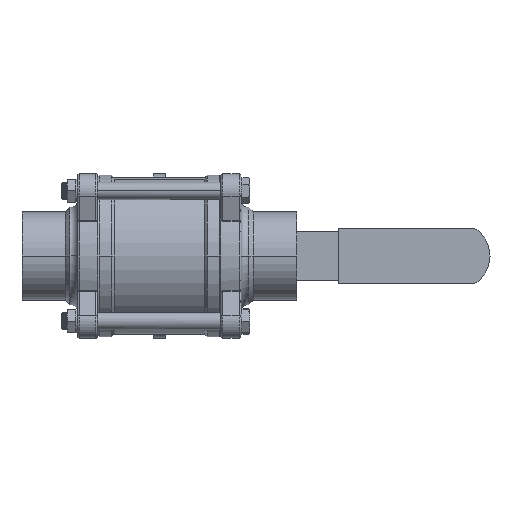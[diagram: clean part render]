
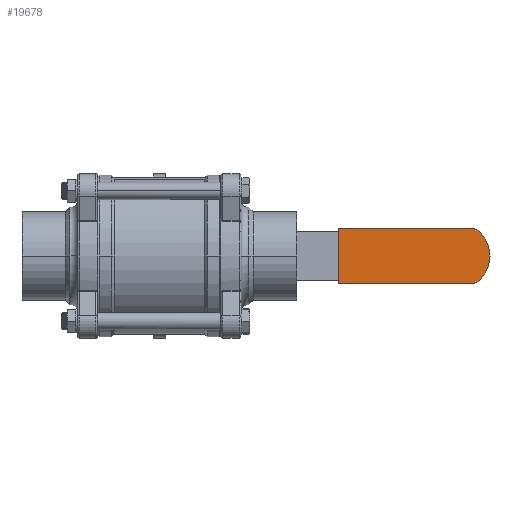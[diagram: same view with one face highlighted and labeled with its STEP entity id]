
A CAD part, front view. The second image highlights one B-rep face of the part: STEP entity #19678.
In plain terms, the highlighted planar face has unit normal (0, -1, 0).
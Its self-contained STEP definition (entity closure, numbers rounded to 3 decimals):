
#18919=CARTESIAN_POINT('',(145.135,30.,0.));
#18920=DIRECTION('',(0.,1.,0.));
#18921=DIRECTION('',(0.539,0.,0.842));
#18922=AXIS2_PLACEMENT_3D('',#18919,#18920,#18921);
#18924=DIRECTION('',(-1.,0.,0.));
#18925=VECTOR('',#18924,78.312);
#18926=CARTESIAN_POINT('',(155.382,30.,-16.));
#18927=LINE('',#18926,#18925);
#18928=DIRECTION('',(0.,0.,1.));
#18929=VECTOR('',#18928,32.);
#18930=CARTESIAN_POINT('',(77.07,30.,-16.));
#18931=LINE('',#18930,#18929);
#18932=DIRECTION('',(1.,0.,0.));
#18933=VECTOR('',#18932,78.312);
#18934=CARTESIAN_POINT('',(77.07,30.,16.));
#18935=LINE('',#18934,#18933);
#19221=CARTESIAN_POINT('',(155.382,30.,16.));
#19222=CARTESIAN_POINT('',(155.382,30.,-16.));
#19223=VERTEX_POINT('',#19221);
#19224=VERTEX_POINT('',#19222);
#19225=CARTESIAN_POINT('',(77.07,30.,-16.));
#19226=VERTEX_POINT('',#19225);
#19227=CARTESIAN_POINT('',(77.07,30.,16.));
#19228=VERTEX_POINT('',#19227);
#19664=CARTESIAN_POINT('',(0.,30.,-108.255));
#19665=DIRECTION('',(0.,1.,0.));
#19666=DIRECTION('',(1.,0.,0.));
#19667=AXIS2_PLACEMENT_3D('',#19664,#19665,#19666);
#19668=PLANE('',#19667);
#19670=ORIENTED_EDGE('',*,*,#19669,.T.);
#19672=ORIENTED_EDGE('',*,*,#19671,.T.);
#19673=ORIENTED_EDGE('',*,*,#19645,.T.);
#19675=ORIENTED_EDGE('',*,*,#19674,.T.);
#19676=EDGE_LOOP('',(#19670,#19672,#19673,#19675));
#19677=FACE_OUTER_BOUND('',#19676,.F.);
#18923=CIRCLE('',#18922,19.);
#19645=EDGE_CURVE('',#19226,#19228,#18931,.T.);
#19669=EDGE_CURVE('',#19223,#19224,#18923,.T.);
#19671=EDGE_CURVE('',#19224,#19226,#18927,.T.);
#19674=EDGE_CURVE('',#19228,#19223,#18935,.T.);
#19678=ADVANCED_FACE('',(#19677),#19668,.F.);
